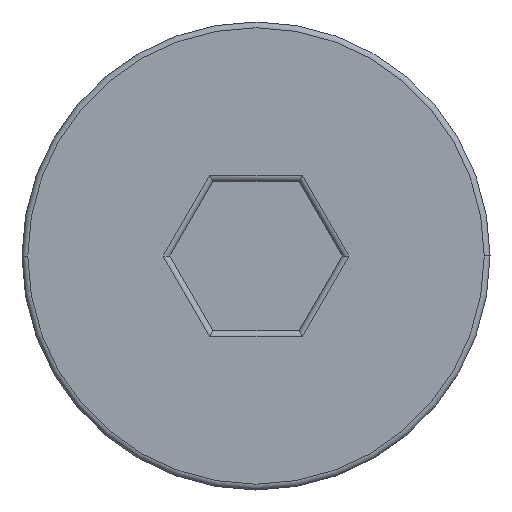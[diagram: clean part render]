
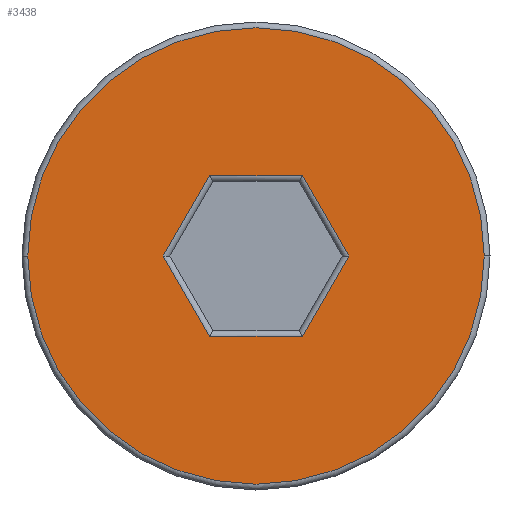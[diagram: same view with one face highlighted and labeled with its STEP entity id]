
A CAD part, left-side view. The second image highlights one B-rep face of the part: STEP entity #3438.
In plain terms, the highlighted planar face has unit normal (-1, 0, 0).
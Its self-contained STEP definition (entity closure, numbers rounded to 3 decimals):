
#97 = CARTESIAN_POINT ( 'NONE',  ( -20., 0., 1.38 ) ) ;
#344 = ORIENTED_EDGE ( 'NONE', *, *, #2331, .T. ) ;
#357 = DIRECTION ( 'NONE',  ( 0., 1., 0. ) ) ;
#376 = DIRECTION ( 'NONE',  ( 1., 0., 0. ) ) ;
#467 = ORIENTED_EDGE ( 'NONE', *, *, #2577, .T. ) ;
#523 = VERTEX_POINT ( 'NONE', #2379 ) ;
#601 = LINE ( 'NONE', #1709, #1611 ) ;
#726 = CARTESIAN_POINT ( 'NONE',  ( -20., -1.593, 0. ) ) ;
#729 = VECTOR ( 'NONE', #3740, 1000. ) ;
#773 = VERTEX_POINT ( 'NONE', #4002 ) ;
#846 = VECTOR ( 'NONE', #3473, 1000. ) ;
#890 = CARTESIAN_POINT ( 'NONE',  ( -20., 1.593, 0. ) ) ;
#1047 = EDGE_LOOP ( 'NONE', ( #4494, #4200 ) ) ;
#1130 = ORIENTED_EDGE ( 'NONE', *, *, #3174, .T. ) ;
#1134 = VECTOR ( 'NONE', #3512, 1000. ) ;
#1149 = EDGE_CURVE ( 'NONE', #3207, #3919, #2599, .T. ) ;
#1418 = CARTESIAN_POINT ( 'NONE',  ( -20., 3.919, 0. ) ) ;
#1514 = AXIS2_PLACEMENT_3D ( 'NONE', #4552, #1537, #2645 ) ;
#1537 = DIRECTION ( 'NONE',  ( -1., 0., 0. ) ) ;
#1611 = VECTOR ( 'NONE', #2074, 1000. ) ;
#1692 = EDGE_CURVE ( 'NONE', #3919, #3207, #4163, .T. ) ;
#1709 = CARTESIAN_POINT ( 'NONE',  ( -20., -1.195, 0.69 ) ) ;
#1834 = LINE ( 'NONE', #97, #846 ) ;
#1987 = VERTEX_POINT ( 'NONE', #890 ) ;
#2009 = ORIENTED_EDGE ( 'NONE', *, *, #4665, .T. ) ;
#2030 = CARTESIAN_POINT ( 'NONE',  ( -20., -1.195, -0.69 ) ) ;
#2074 = DIRECTION ( 'NONE',  ( 0., -0.5, -0.866 ) ) ;
#2112 = ORIENTED_EDGE ( 'NONE', *, *, #2513, .T. ) ;
#2117 = LINE ( 'NONE', #2030, #1134 ) ;
#2181 = LINE ( 'NONE', #3357, #729 ) ;
#2210 = VERTEX_POINT ( 'NONE', #4353 ) ;
#2276 = VECTOR ( 'NONE', #4611, 1000. ) ;
#2280 = DIRECTION ( 'NONE',  ( 0., 1., 0. ) ) ;
#2331 = EDGE_CURVE ( 'NONE', #773, #523, #2181, .T. ) ;
#2379 = CARTESIAN_POINT ( 'NONE',  ( -20., 0.797, -1.38 ) ) ;
#2403 = EDGE_CURVE ( 'NONE', #3880, #2210, #1834, .T. ) ;
#2513 = EDGE_CURVE ( 'NONE', #4371, #773, #2117, .T. ) ;
#2577 = EDGE_CURVE ( 'NONE', #2210, #4371, #601, .T. ) ;
#2599 = CIRCLE ( 'NONE', #2611, 3.919 ) ;
#2611 = AXIS2_PLACEMENT_3D ( 'NONE', #3068, #3806, #2280 ) ;
#2645 = DIRECTION ( 'NONE',  ( 0., 1., 0. ) ) ;
#2815 = FACE_BOUND ( 'NONE', #3200, .T. ) ;
#2865 = LINE ( 'NONE', #4204, #2276 ) ;
#2988 = FACE_OUTER_BOUND ( 'NONE', #1047, .T. ) ;
#3068 = CARTESIAN_POINT ( 'NONE',  ( -20., 0., 0. ) ) ;
#3174 = EDGE_CURVE ( 'NONE', #523, #1987, #3406, .T. ) ;
#3200 = EDGE_LOOP ( 'NONE', ( #2112, #344, #1130, #2009, #4362, #467 ) ) ;
#3207 = VERTEX_POINT ( 'NONE', #3719 ) ;
#3357 = CARTESIAN_POINT ( 'NONE',  ( -20., 0., -1.38 ) ) ;
#3406 = LINE ( 'NONE', #4009, #4273 ) ;
#3438 = ADVANCED_FACE ( 'NONE', ( #2815, #2988 ), #3758, .F. ) ;
#3473 = DIRECTION ( 'NONE',  ( 0., -1., 0. ) ) ;
#3512 = DIRECTION ( 'NONE',  ( 0., 0.5, -0.866 ) ) ;
#3598 = CARTESIAN_POINT ( 'NONE',  ( -20., 0.797, 1.38 ) ) ;
#3719 = CARTESIAN_POINT ( 'NONE',  ( -20., -3.919, 0. ) ) ;
#3740 = DIRECTION ( 'NONE',  ( 0., 1., 0. ) ) ;
#3758 = PLANE ( 'NONE',  #4299 ) ;
#3806 = DIRECTION ( 'NONE',  ( -1., 0., 0. ) ) ;
#3880 = VERTEX_POINT ( 'NONE', #3598 ) ;
#3919 = VERTEX_POINT ( 'NONE', #1418 ) ;
#4002 = CARTESIAN_POINT ( 'NONE',  ( -20., -0.797, -1.38 ) ) ;
#4009 = CARTESIAN_POINT ( 'NONE',  ( -20., 1.195, -0.69 ) ) ;
#4115 = DIRECTION ( 'NONE',  ( 0., 0.5, 0.866 ) ) ;
#4163 = CIRCLE ( 'NONE', #1514, 3.919 ) ;
#4200 = ORIENTED_EDGE ( 'NONE', *, *, #1149, .T. ) ;
#4204 = CARTESIAN_POINT ( 'NONE',  ( -20., 1.195, 0.69 ) ) ;
#4273 = VECTOR ( 'NONE', #4115, 1000. ) ;
#4299 = AXIS2_PLACEMENT_3D ( 'NONE', #4452, #376, #357 ) ;
#4353 = CARTESIAN_POINT ( 'NONE',  ( -20., -0.797, 1.38 ) ) ;
#4362 = ORIENTED_EDGE ( 'NONE', *, *, #2403, .T. ) ;
#4371 = VERTEX_POINT ( 'NONE', #726 ) ;
#4452 = CARTESIAN_POINT ( 'NONE',  ( -20., 0., 0. ) ) ;
#4494 = ORIENTED_EDGE ( 'NONE', *, *, #1692, .T. ) ;
#4552 = CARTESIAN_POINT ( 'NONE',  ( -20., 0., 0. ) ) ;
#4611 = DIRECTION ( 'NONE',  ( 0., -0.5, 0.866 ) ) ;
#4665 = EDGE_CURVE ( 'NONE', #1987, #3880, #2865, .T. ) ;
